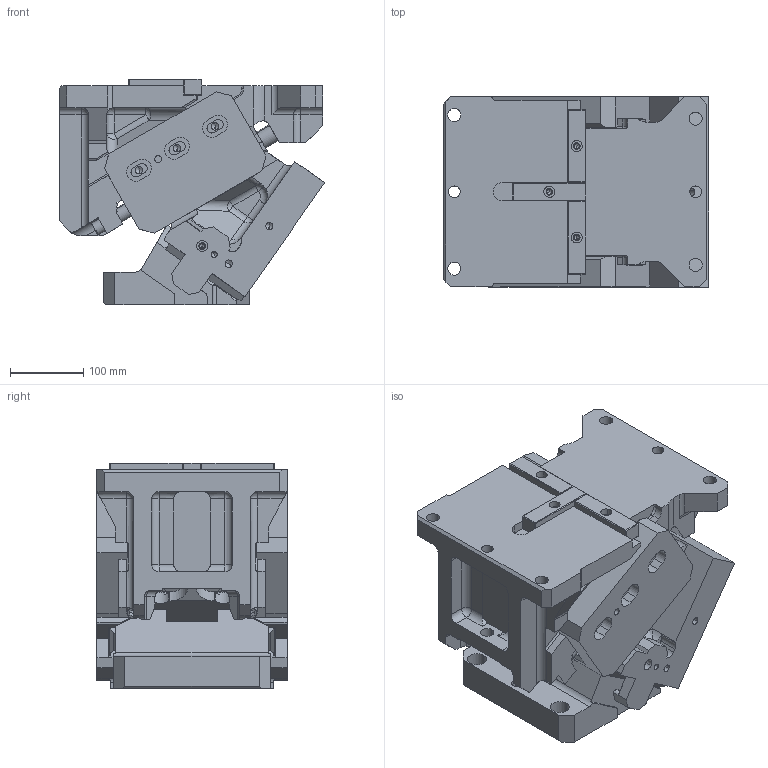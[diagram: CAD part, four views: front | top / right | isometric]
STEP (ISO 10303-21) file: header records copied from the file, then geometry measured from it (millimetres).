
FILE_DESCRIPTION(('CATIA V5 STEP Exchange','CAx-IF Rec.Pracs.--- Model Styling and Organization---1.5--- 2016-08-15','CAx-IF Rec.Pracs.---Supplemental Geometry---1.0---2011-11-01','CAx-IF Rec.Pracs.--- Composite Materials ---3.4---2017-06-13'),'2;1');
FILE_NAME('KS_OT_0260_35__IND_11__23497__SCHIEBERADAPTER_PART__2022_01_17__SCHWER.stp','2022-01-17T11:33:15+00:00',('none'),('none'),'CATIA Version 5-6 Release 2020 SP3 HF9','CATIA V5 STEP AP203 WITH EXTENSIONS v2','none');
FILE_SCHEMA(('CONFIG_CONTROL_DESIGN','SHAPE_APPEARANCE_LAYER_MIM'));
Length unit declared in the file: millimetre
Products named in the file (1): KS_OT_0260_35__IND_11__23497__SCHIEBERADAPTER_PART__2022_01_17__SCHWER
Bounding box: 362.94 x 260 x 309 mm (x, y, z)
Volume: 15853668.7 mm3; surface area: 1183188.9 mm2
Topology: 4 solids, 6 shells, 1336 faces, 3512 edges, 2168 vertices
Faces by surface type: plane 586, cylinder 545, cone 80, torus 71, sphere 40, bspline 12, revolution 2
Entity records: 41289 total; most frequent: CARTESIAN_POINT 10462, ORIENTED_EDGE 6782, DIRECTION 4933, EDGE_CURVE 3391, VERTEX_POINT 2164, AXIS2_PLACEMENT_3D 2050, VECTOR 1907, LINE 1907
